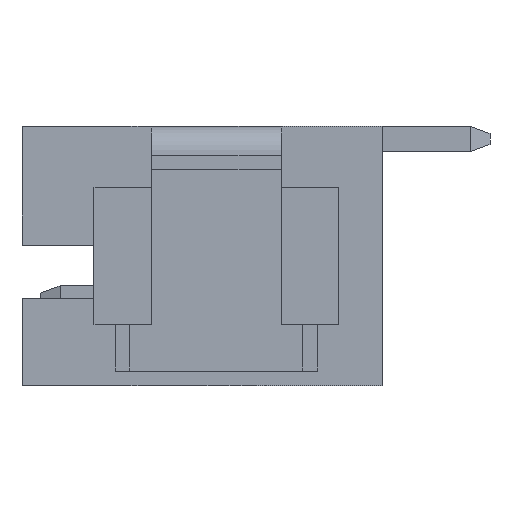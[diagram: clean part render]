
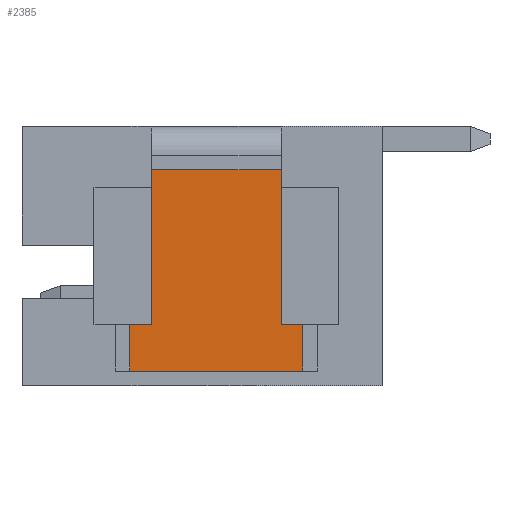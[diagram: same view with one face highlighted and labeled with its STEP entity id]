
A CAD part, left-side view. The second image highlights one B-rep face of the part: STEP entity #2385.
In plain terms, the highlighted planar face has unit normal (-1, 0, 0).
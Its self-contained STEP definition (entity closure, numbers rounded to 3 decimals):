
#1859 = VERTEX_POINT ( 'NONE', #5629 ) ;
#1876 = EDGE_CURVE ( 'NONE', #1859, #1883, #5533, .T. ) ;
#1883 = VERTEX_POINT ( 'NONE', #5513 ) ;
#1941 = VERTEX_POINT ( 'NONE', #6687 ) ;
#1967 = EDGE_CURVE ( 'NONE', #1974, #2709, #3791, .T. ) ;
#1974 = VERTEX_POINT ( 'NONE', #3832 ) ;
#2022 = EDGE_CURVE ( 'NONE', #1941, #1859, #3836, .T. ) ;
#2063 = EDGE_CURVE ( 'NONE', #1974, #2084, #3805, .T. ) ;
#2084 = VERTEX_POINT ( 'NONE', #3988 ) ;
#2222 = VERTEX_POINT ( 'NONE', #4370 ) ;
#2227 = EDGE_CURVE ( 'NONE', #2222, #1941, #4479, .T. ) ;
#2297 = EDGE_CURVE ( 'NONE', #2709, #2298, #4960, .T. ) ;
#2298 = VERTEX_POINT ( 'NONE', #4913 ) ;
#2299 = ORIENTED_EDGE ( 'NONE', *, *, #2300, .F. ) ;
#2300 = EDGE_CURVE ( 'NONE', #2388, #2222, #5163, .T. ) ;
#2301 = ORIENTED_EDGE ( 'NONE', *, *, #2439, .F. ) ;
#2302 = ORIENTED_EDGE ( 'NONE', *, *, #2389, .T. ) ;
#2303 = ORIENTED_EDGE ( 'NONE', *, *, #1967, .T. ) ;
#2379 = ORIENTED_EDGE ( 'NONE', *, *, #2297, .T. ) ;
#2380 = ORIENTED_EDGE ( 'NONE', *, *, #2063, .F. ) ;
#2383 = ORIENTED_EDGE ( 'NONE', *, *, #2227, .F. ) ;
#2385 = ADVANCED_FACE ( 'NONE', ( #5312 ), #5311, .T. ) ;
#2388 = VERTEX_POINT ( 'NONE', #5375 ) ;
#2389 = EDGE_CURVE ( 'NONE', #2388, #2084, #5374, .T. ) ;
#2390 = EDGE_LOOP ( 'NONE', ( #2383, #2299, #2302, #2380, #2303, #2379, #2301, #2529, #2527, #2474 ) ) ;
#2439 = EDGE_CURVE ( 'NONE', #2525, #2298, #5700, .T. ) ;
#2474 = ORIENTED_EDGE ( 'NONE', *, *, #2022, .F. ) ;
#2475 = EDGE_CURVE ( 'NONE', #1883, #2525, #5785, .T. ) ;
#2525 = VERTEX_POINT ( 'NONE', #5819 ) ;
#2527 = ORIENTED_EDGE ( 'NONE', *, *, #1876, .F. ) ;
#2529 = ORIENTED_EDGE ( 'NONE', *, *, #2475, .F. ) ;
#2709 = VERTEX_POINT ( 'NONE', #6077 ) ;
#3791 = LINE ( 'NONE', #3958, #3892 ) ;
#3802 = DIRECTION ( 'NONE',  ( 0., -1., 0. ) ) ;
#3803 = VECTOR ( 'NONE', #3802, 1000. ) ;
#3804 = CARTESIAN_POINT ( 'NONE',  ( -4.15, 1.4, -0.735 ) ) ;
#3805 = LINE ( 'NONE', #3804, #3803 ) ;
#3832 = CARTESIAN_POINT ( 'NONE',  ( -4.15, 1.4, -0.735 ) ) ;
#3833 = DIRECTION ( 'NONE',  ( 0., -1., 0. ) ) ;
#3834 = VECTOR ( 'NONE', #3833, 1000. ) ;
#3835 = CARTESIAN_POINT ( 'NONE',  ( -4.15, 3.2, -0.735 ) ) ;
#3836 = LINE ( 'NONE', #3835, #3834 ) ;
#3892 = VECTOR ( 'NONE', #3961, 1000. ) ;
#3958 = CARTESIAN_POINT ( 'NONE',  ( -4.15, 1.4, -1.832 ) ) ;
#3961 = DIRECTION ( 'NONE',  ( 0., 0., 1. ) ) ;
#3988 = CARTESIAN_POINT ( 'NONE',  ( -4.15, 1.1, -0.735 ) ) ;
#4370 = CARTESIAN_POINT ( 'NONE',  ( -4.15, 3.5, -1.377 ) ) ;
#4479 = LINE ( 'NONE', #4485, #4496 ) ;
#4485 = CARTESIAN_POINT ( 'NONE',  ( -4.15, 3.5, -4.222 ) ) ;
#4496 = VECTOR ( 'NONE', #4512, 1000. ) ;
#4512 = DIRECTION ( 'NONE',  ( 0., 0., 1. ) ) ;
#4913 = CARTESIAN_POINT ( 'NONE',  ( -4.15, 1.4, 1.62 ) ) ;
#4960 = LINE ( 'NONE', #5213, #5129 ) ;
#5129 = VECTOR ( 'NONE', #5225, 1000. ) ;
#5158 = DIRECTION ( 'NONE',  ( 0., 1., 0. ) ) ;
#5159 = VECTOR ( 'NONE', #5158, 1000. ) ;
#5161 = CARTESIAN_POINT ( 'NONE',  ( -4.15, 3.5, -1.377 ) ) ;
#5163 = LINE ( 'NONE', #5161, #5159 ) ;
#5213 = CARTESIAN_POINT ( 'NONE',  ( -4.15, 1.4, -1.377 ) ) ;
#5225 = DIRECTION ( 'NONE',  ( 0., 0., 1. ) ) ;
#5285 = DIRECTION ( 'NONE',  ( 0., 0., 1. ) ) ;
#5286 = VECTOR ( 'NONE', #5285, 1000. ) ;
#5287 = CARTESIAN_POINT ( 'NONE',  ( -4.15, 1.1, -4.222 ) ) ;
#5310 = CARTESIAN_POINT ( 'NONE',  ( -4.15, 3.5, -4.222 ) ) ;
#5311 = PLANE ( 'NONE',  #5372 ) ;
#5312 = FACE_OUTER_BOUND ( 'NONE', #2390, .T. ) ;
#5370 = DIRECTION ( 'NONE',  ( 0., 0., 1. ) ) ;
#5371 = DIRECTION ( 'NONE',  ( -1., 0., 0. ) ) ;
#5372 = AXIS2_PLACEMENT_3D ( 'NONE', #5310, #5371, #5370 ) ;
#5374 = LINE ( 'NONE', #5287, #5286 ) ;
#5375 = CARTESIAN_POINT ( 'NONE',  ( -4.15, 1.1, -1.377 ) ) ;
#5513 = CARTESIAN_POINT ( 'NONE',  ( -4.15, 3.2, 1.175 ) ) ;
#5530 = DIRECTION ( 'NONE',  ( 0., 0., 1. ) ) ;
#5531 = VECTOR ( 'NONE', #5530, 1000. ) ;
#5532 = CARTESIAN_POINT ( 'NONE',  ( -4.15, 3.2, -1.832 ) ) ;
#5533 = LINE ( 'NONE', #5532, #5531 ) ;
#5629 = CARTESIAN_POINT ( 'NONE',  ( -4.15, 3.2, -0.735 ) ) ;
#5679 = DIRECTION ( 'NONE',  ( 0., -1., 0. ) ) ;
#5698 = VECTOR ( 'NONE', #5679, 1000. ) ;
#5699 = CARTESIAN_POINT ( 'NONE',  ( -4.15, 6.914, 1.62 ) ) ;
#5700 = LINE ( 'NONE', #5699, #5698 ) ;
#5782 = DIRECTION ( 'NONE',  ( 0., 0., 1. ) ) ;
#5783 = VECTOR ( 'NONE', #5782, 1000. ) ;
#5784 = CARTESIAN_POINT ( 'NONE',  ( -4.15, 3.2, -1.377 ) ) ;
#5785 = LINE ( 'NONE', #5784, #5783 ) ;
#5819 = CARTESIAN_POINT ( 'NONE',  ( -4.15, 3.2, 1.62 ) ) ;
#6077 = CARTESIAN_POINT ( 'NONE',  ( -4.15, 1.4, 1.175 ) ) ;
#6687 = CARTESIAN_POINT ( 'NONE',  ( -4.15, 3.5, -0.735 ) ) ;
